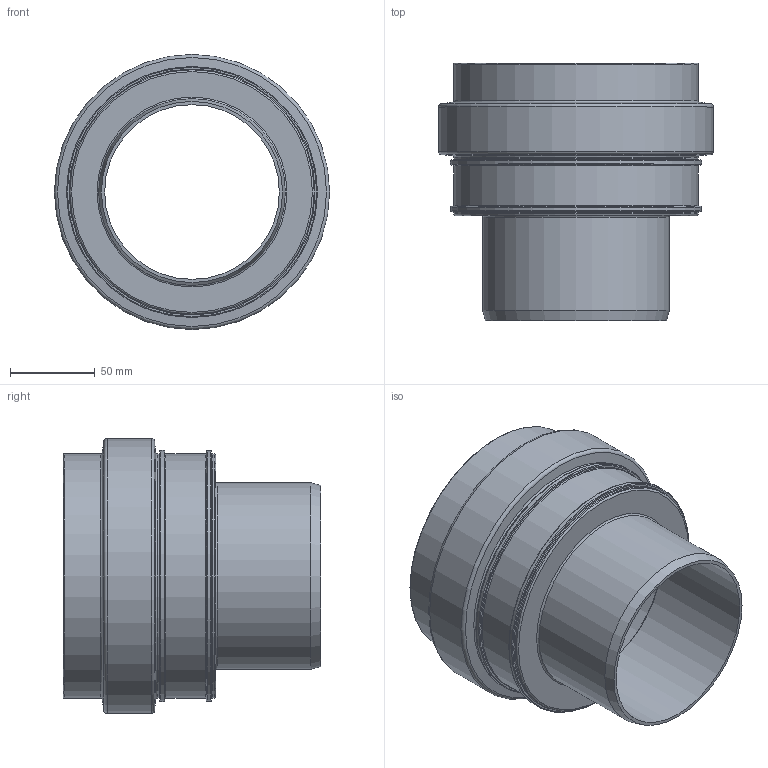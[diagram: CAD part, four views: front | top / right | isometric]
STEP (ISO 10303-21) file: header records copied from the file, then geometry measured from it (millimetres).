
FILE_DESCRIPTION(/* description */ (''),/* implementation_level */ '2;1');
FILE_NAME(/* name */ '220830 KGUS Anschluss an Steinzeug-Spitzende DN_OD 110.stp',/* time_stamp */ '2017-04-18T09:48:22+02:00',/* author */ ('user1'),/* organization */ (''),/* preprocessor_version */ 'ST-DEVELOPER v16.1',/* originating_system */ 'Autodesk Inventor 2016',/* authorisation */ '');
FILE_SCHEMA (('AUTOMOTIVE_DESIGN { 1 0 10303 214 3 1 1 }'));
Length unit declared in the file: millimetre
Products named in the file (1): 220830 KGUS Anschluss an Steinzeug-Spitzende DN_OD 110
Bounding box: 162.5 x 152 x 162.5 mm (x, y, z)
Volume: 250538.1 mm3; surface area: 155841.1 mm2
Topology: 1 solids, 1 shells, 47 faces, 86 edges, 47 vertices
Faces by surface type: torus 22, cylinder 12, plane 8, cone 5
Full cylindrical faces by diameter (mm): 103.2 x1, 110.2 x1, 138.3 x2, 144.3 x4, 148.3 x2, 156.5 x1, 162.5 x1
Entity records: 972 total; most frequent: DIRECTION 190, CARTESIAN_POINT 142, AXIS2_PLACEMENT_3D 95, EDGE_LOOP 94, ORIENTED_EDGE 94, FACE_BOUND 47, FACE_OUTER_BOUND 47, CIRCLE 47
